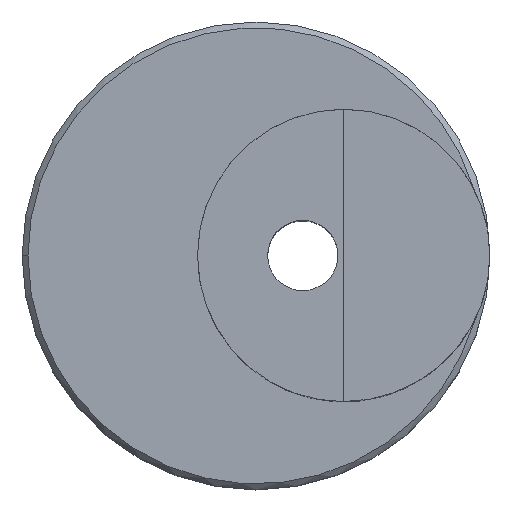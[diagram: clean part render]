
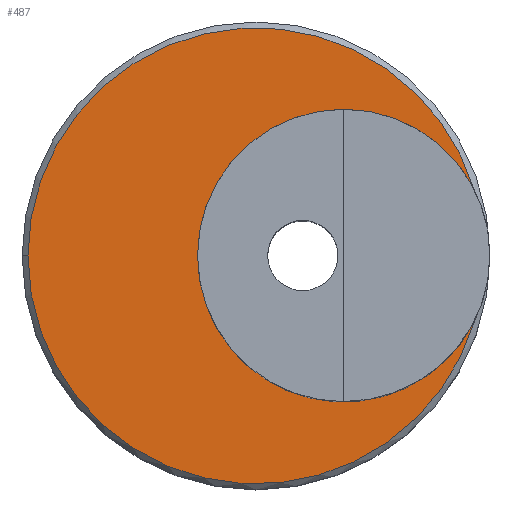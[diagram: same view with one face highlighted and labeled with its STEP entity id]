
A CAD part, top view. The second image highlights one B-rep face of the part: STEP entity #487.
In plain terms, the highlighted planar face has unit normal (0, 0, 1).
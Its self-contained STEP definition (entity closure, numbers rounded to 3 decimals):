
#1 = DIRECTION ( 'NONE',  ( 1., 0., 0. ) ) ;
#3 = ORIENTED_EDGE ( 'NONE', *, *, #479, .T. ) ;
#7 = VERTEX_POINT ( 'NONE', #376 ) ;
#31 = ORIENTED_EDGE ( 'NONE', *, *, #182, .F. ) ;
#38 = CARTESIAN_POINT ( 'NONE',  ( 0., 0., 15. ) ) ;
#39 = VERTEX_POINT ( 'NONE', #450 ) ;
#92 = AXIS2_PLACEMENT_3D ( 'NONE', #112, #478, #433 ) ;
#95 = DIRECTION ( 'NONE',  ( 1., 0., 0. ) ) ;
#110 = CARTESIAN_POINT ( 'NONE',  ( 7.5, 0., 15. ) ) ;
#112 = CARTESIAN_POINT ( 'NONE',  ( 0., 0., 15. ) ) ;
#120 = DIRECTION ( 'NONE',  ( 0., 0., 1. ) ) ;
#131 = EDGE_CURVE ( 'NONE', #7, #39, #140, .T. ) ;
#140 = CIRCLE ( 'NONE', #166, 19.5 ) ;
#147 = EDGE_CURVE ( 'NONE', #231, #39, #339, .T. ) ;
#166 = AXIS2_PLACEMENT_3D ( 'NONE', #172, #291, #95 ) ;
#172 = CARTESIAN_POINT ( 'NONE',  ( 0., 0., 15. ) ) ;
#178 = DIRECTION ( 'NONE',  ( 1., 0., 0. ) ) ;
#182 = EDGE_CURVE ( 'NONE', #441, #231, #467, .T. ) ;
#213 = AXIS2_PLACEMENT_3D ( 'NONE', #110, #266, #463 ) ;
#231 = VERTEX_POINT ( 'NONE', #259 ) ;
#259 = CARTESIAN_POINT ( 'NONE',  ( -5., 0., 15. ) ) ;
#266 = DIRECTION ( 'NONE',  ( 0., 0., 1. ) ) ;
#277 = FACE_OUTER_BOUND ( 'NONE', #509, .T. ) ;
#291 = DIRECTION ( 'NONE',  ( 0., 0., 1. ) ) ;
#339 = CIRCLE ( 'NONE', #443, 12.5 ) ;
#342 = CIRCLE ( 'NONE', #92, 19.5 ) ;
#376 = CARTESIAN_POINT ( 'NONE',  ( -19.5, 0., 15. ) ) ;
#377 = CARTESIAN_POINT ( 'NONE',  ( 7.5, 0., 15. ) ) ;
#393 = PLANE ( 'NONE',  #469 ) ;
#395 = ORIENTED_EDGE ( 'NONE', *, *, #131, .T. ) ;
#396 = CARTESIAN_POINT ( 'NONE',  ( 18.683, 5.584, 15. ) ) ;
#399 = ORIENTED_EDGE ( 'NONE', *, *, #147, .F. ) ;
#429 = DIRECTION ( 'NONE',  ( 0., 0., 1. ) ) ;
#433 = DIRECTION ( 'NONE',  ( 1., 0., 0. ) ) ;
#441 = VERTEX_POINT ( 'NONE', #396 ) ;
#443 = AXIS2_PLACEMENT_3D ( 'NONE', #377, #429, #178 ) ;
#450 = CARTESIAN_POINT ( 'NONE',  ( 18.683, -5.584, 15. ) ) ;
#463 = DIRECTION ( 'NONE',  ( 1., 0., 0. ) ) ;
#467 = CIRCLE ( 'NONE', #213, 12.5 ) ;
#469 = AXIS2_PLACEMENT_3D ( 'NONE', #38, #120, #1 ) ;
#478 = DIRECTION ( 'NONE',  ( 0., 0., 1. ) ) ;
#479 = EDGE_CURVE ( 'NONE', #441, #7, #342, .T. ) ;
#487 = ADVANCED_FACE ( 'NONE', ( #277 ), #393, .T. ) ;
#509 = EDGE_LOOP ( 'NONE', ( #31, #3, #395, #399 ) ) ;
